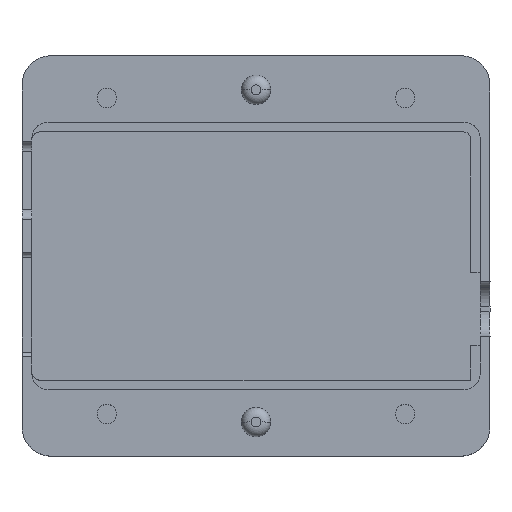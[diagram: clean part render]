
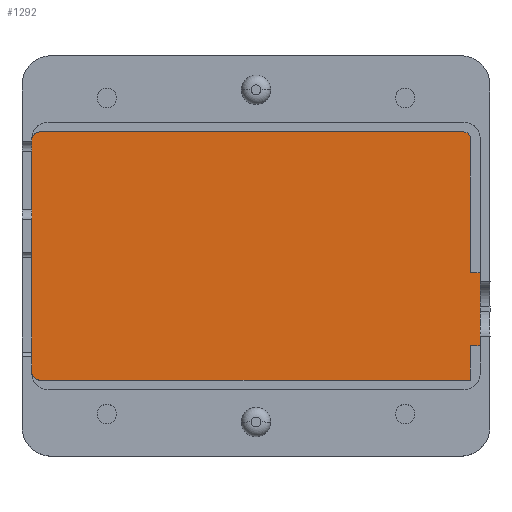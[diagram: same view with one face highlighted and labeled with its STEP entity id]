
A CAD part, top view. The second image highlights one B-rep face of the part: STEP entity #1292.
In plain terms, the highlighted planar face has unit normal (0, 0, 1).
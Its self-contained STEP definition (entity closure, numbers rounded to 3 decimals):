
#12 = VECTOR ( 'NONE', #835, 1000. ) ;
#15 = CARTESIAN_POINT ( 'NONE',  ( 39.059, 24.711, 0. ) ) ;
#16 = LINE ( 'NONE', #817, #12 ) ;
#29 = VECTOR ( 'NONE', #729, 1000. ) ;
#36 = DIRECTION ( 'NONE',  ( -1., 0., 0. ) ) ;
#39 = LINE ( 'NONE', #714, #29 ) ;
#107 = VECTOR ( 'NONE', #174, 1000. ) ;
#117 = LINE ( 'NONE', #159, #107 ) ;
#131 = VECTOR ( 'NONE', #36, 1000. ) ;
#149 = LINE ( 'NONE', #15, #131 ) ;
#152 = CIRCLE ( 'NONE', #1009, 0.8 ) ;
#159 = CARTESIAN_POINT ( 'NONE',  ( -5.041, 13.716, 0. ) ) ;
#174 = DIRECTION ( 'NONE',  ( 1., 0., 0. ) ) ;
#185 = FACE_OUTER_BOUND ( 'NONE', #1436, .T. ) ;
#201 = VECTOR ( 'NONE', #1376, 1000. ) ;
#207 = CIRCLE ( 'NONE', #1872, 0.7 ) ;
#209 = LINE ( 'NONE', #1268, #201 ) ;
#301 = CARTESIAN_POINT ( 'NONE',  ( 40.059, 17.218, 0. ) ) ;
#302 = VECTOR ( 'NONE', #834, 1000. ) ;
#309 = LINE ( 'NONE', #855, #302 ) ;
#346 = CARTESIAN_POINT ( 'NONE',  ( 39.059, 38.416, 0. ) ) ;
#417 = CARTESIAN_POINT ( 'NONE',  ( 38.359, 39.116, 0. ) ) ;
#569 = AXIS2_PLACEMENT_3D ( 'NONE', #1448, #1480, #764 ) ;
#614 = AXIS2_PLACEMENT_3D ( 'NONE', #1849, #1858, #1863 ) ;
#628 = LINE ( 'NONE', #301, #633 ) ;
#629 = CARTESIAN_POINT ( 'NONE',  ( -5.841, 14.516, 0. ) ) ;
#633 = VECTOR ( 'NONE', #803, 1000. ) ;
#711 = VECTOR ( 'NONE', #949, 1000. ) ;
#714 = CARTESIAN_POINT ( 'NONE',  ( -5.841, 38.316, 0. ) ) ;
#718 = CARTESIAN_POINT ( 'NONE',  ( 40.059, 17.218, 0. ) ) ;
#729 = DIRECTION ( 'NONE',  ( 0., -1., 0. ) ) ;
#764 = DIRECTION ( 'NONE',  ( -1., 0., 0. ) ) ;
#777 = ORIENTED_EDGE ( 'NONE', *, *, #2060, .T. ) ;
#803 = DIRECTION ( 'NONE',  ( 1., 0., 0. ) ) ;
#817 = CARTESIAN_POINT ( 'NONE',  ( 39.059, 17.218, 0. ) ) ;
#830 = VERTEX_POINT ( 'NONE', #2132 ) ;
#834 = DIRECTION ( 'NONE',  ( 0., 1., 0. ) ) ;
#835 = DIRECTION ( 'NONE',  ( 0., 1., 0. ) ) ;
#855 = CARTESIAN_POINT ( 'NONE',  ( 39.059, 38.416, 0. ) ) ;
#890 = ORIENTED_EDGE ( 'NONE', *, *, #990, .T. ) ;
#908 = CARTESIAN_POINT ( 'NONE',  ( -5.041, 38.316, 0. ) ) ;
#922 = DIRECTION ( 'NONE',  ( 0., 0., 1. ) ) ;
#940 = VERTEX_POINT ( 'NONE', #718 ) ;
#943 = DIRECTION ( 'NONE',  ( 1., 0., 0. ) ) ;
#945 = CARTESIAN_POINT ( 'NONE',  ( 39.059, 17.218, 0. ) ) ;
#949 = DIRECTION ( 'NONE',  ( 0., 1., 0. ) ) ;
#952 = CARTESIAN_POINT ( 'NONE',  ( 40.059, 24.711, 0. ) ) ;
#985 = VERTEX_POINT ( 'NONE', #945 ) ;
#990 = EDGE_CURVE ( 'NONE', #1787, #1136, #309, .T. ) ;
#1009 = AXIS2_PLACEMENT_3D ( 'NONE', #908, #922, #943 ) ;
#1013 = ORIENTED_EDGE ( 'NONE', *, *, #1346, .T. ) ;
#1130 = ORIENTED_EDGE ( 'NONE', *, *, #1454, .T. ) ;
#1136 = VERTEX_POINT ( 'NONE', #346 ) ;
#1148 = LINE ( 'NONE', #952, #711 ) ;
#1162 = CIRCLE ( 'NONE', #614, 0.8 ) ;
#1190 = CARTESIAN_POINT ( 'NONE',  ( 38.359, 38.416, 0. ) ) ;
#1192 = DIRECTION ( 'NONE',  ( 0., 0., 1. ) ) ;
#1253 = ORIENTED_EDGE ( 'NONE', *, *, #1643, .T. ) ;
#1256 = VERTEX_POINT ( 'NONE', #1296 ) ;
#1258 = EDGE_CURVE ( 'NONE', #2219, #1378, #209, .T. ) ;
#1268 = CARTESIAN_POINT ( 'NONE',  ( 38.359, 39.116, 0. ) ) ;
#1292 = ADVANCED_FACE ( 'NONE', ( #185 ), #1459, .F. ) ;
#1296 = CARTESIAN_POINT ( 'NONE',  ( -5.841, 38.316, 0. ) ) ;
#1346 = EDGE_CURVE ( 'NONE', #1378, #1256, #152, .T. ) ;
#1349 = VERTEX_POINT ( 'NONE', #629 ) ;
#1366 = ORIENTED_EDGE ( 'NONE', *, *, #1393, .T. ) ;
#1376 = DIRECTION ( 'NONE',  ( -1., 0., 0. ) ) ;
#1378 = VERTEX_POINT ( 'NONE', #1956 ) ;
#1393 = EDGE_CURVE ( 'NONE', #2290, #1787, #149, .T. ) ;
#1436 = EDGE_LOOP ( 'NONE', ( #1253, #777, #1682, #1366, #890, #1523, #2296, #1013, #2468, #2094, #1130 ) ) ;
#1448 = CARTESIAN_POINT ( 'NONE',  ( -3.841, 43.916, 0. ) ) ;
#1454 = EDGE_CURVE ( 'NONE', #830, #1904, #117, .T. ) ;
#1459 = PLANE ( 'NONE',  #569 ) ;
#1473 = DIRECTION ( 'NONE',  ( 1., 0., 0. ) ) ;
#1480 = DIRECTION ( 'NONE',  ( 0., 0., -1. ) ) ;
#1523 = ORIENTED_EDGE ( 'NONE', *, *, #1722, .T. ) ;
#1595 = EDGE_CURVE ( 'NONE', #1256, #1349, #39, .T. ) ;
#1643 = EDGE_CURVE ( 'NONE', #1904, #985, #16, .T. ) ;
#1664 = CARTESIAN_POINT ( 'NONE',  ( 39.059, 24.711, 0. ) ) ;
#1678 = EDGE_CURVE ( 'NONE', #940, #2290, #1148, .T. ) ;
#1682 = ORIENTED_EDGE ( 'NONE', *, *, #1678, .T. ) ;
#1722 = EDGE_CURVE ( 'NONE', #1136, #2219, #207, .T. ) ;
#1787 = VERTEX_POINT ( 'NONE', #1664 ) ;
#1837 = EDGE_CURVE ( 'NONE', #1349, #830, #1162, .T. ) ;
#1849 = CARTESIAN_POINT ( 'NONE',  ( -5.041, 14.516, 0. ) ) ;
#1858 = DIRECTION ( 'NONE',  ( 0., 0., 1. ) ) ;
#1863 = DIRECTION ( 'NONE',  ( -1., 0., 0. ) ) ;
#1872 = AXIS2_PLACEMENT_3D ( 'NONE', #1190, #1192, #1473 ) ;
#1904 = VERTEX_POINT ( 'NONE', #2186 ) ;
#1956 = CARTESIAN_POINT ( 'NONE',  ( -5.041, 39.116, 0. ) ) ;
#2060 = EDGE_CURVE ( 'NONE', #985, #940, #628, .T. ) ;
#2094 = ORIENTED_EDGE ( 'NONE', *, *, #1837, .T. ) ;
#2132 = CARTESIAN_POINT ( 'NONE',  ( -5.041, 13.716, 0. ) ) ;
#2186 = CARTESIAN_POINT ( 'NONE',  ( 39.059, 13.716, 0. ) ) ;
#2219 = VERTEX_POINT ( 'NONE', #417 ) ;
#2290 = VERTEX_POINT ( 'NONE', #2305 ) ;
#2296 = ORIENTED_EDGE ( 'NONE', *, *, #1258, .T. ) ;
#2305 = CARTESIAN_POINT ( 'NONE',  ( 40.059, 24.711, 0. ) ) ;
#2468 = ORIENTED_EDGE ( 'NONE', *, *, #1595, .T. ) ;
